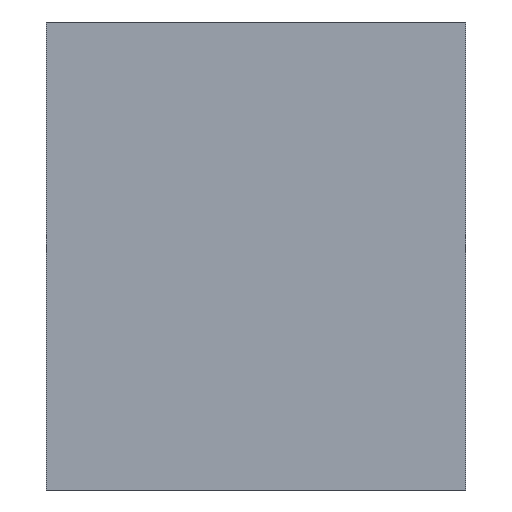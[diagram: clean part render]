
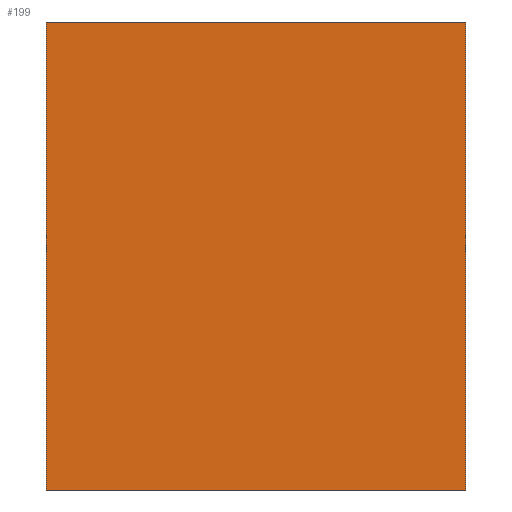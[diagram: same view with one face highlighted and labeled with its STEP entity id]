
A CAD part, left-side view. The second image highlights one B-rep face of the part: STEP entity #199.
In plain terms, the highlighted planar face has unit normal (-1, 0, 0).
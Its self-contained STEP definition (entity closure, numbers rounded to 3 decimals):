
#63=CARTESIAN_POINT('Vertex',(-24.1,332.581,388.65)) ;
#77=CARTESIAN_POINT('Vertex',(-24.1,332.581,32.773)) ;
#80=CARTESIAN_POINT('Line Origine',(-24.1,332.581,210.712)) ;
#108=CARTESIAN_POINT('Vertex',(-24.1,13.823,32.773)) ;
#111=CARTESIAN_POINT('Line Origine',(-24.1,173.202,32.773)) ;
#139=CARTESIAN_POINT('Vertex',(-24.1,13.823,388.65)) ;
#142=CARTESIAN_POINT('Line Origine',(-24.1,13.823,210.712)) ;
#164=CARTESIAN_POINT('Line Origine',(-24.1,173.202,388.65)) ;
#188=CARTESIAN_POINT('Axis2P3D Location',(-24.1,0.,0.)) ;
#81=DIRECTION('Vector Direction',(0.,0.,-1.)) ;
#112=DIRECTION('Vector Direction',(0.,-1.,0.)) ;
#143=DIRECTION('Vector Direction',(0.,0.,1.)) ;
#165=DIRECTION('Vector Direction',(0.,1.,0.)) ;
#189=DIRECTION('Axis2P3D Direction',(-1.,0.,0.)) ;
#190=DIRECTION('Axis2P3D XDirection',(0.,-1.,0.)) ;
#191=AXIS2_PLACEMENT_3D('Plane Axis2P3D',#188,#189,#190) ;
#194=ORIENTED_EDGE('',*,*,#84,.T.) ;
#195=ORIENTED_EDGE('',*,*,#115,.T.) ;
#196=ORIENTED_EDGE('',*,*,#146,.T.) ;
#197=ORIENTED_EDGE('',*,*,#168,.T.) ;
#82=VECTOR('Line Direction',#81,1.) ;
#113=VECTOR('Line Direction',#112,1.) ;
#144=VECTOR('Line Direction',#143,1.) ;
#166=VECTOR('Line Direction',#165,1.) ;
#199=ADVANCED_FACE('',(#198),#192,.T.) ;
#84=EDGE_CURVE('',#64,#78,#83,.T.) ;
#115=EDGE_CURVE('',#78,#109,#114,.T.) ;
#146=EDGE_CURVE('',#109,#140,#145,.T.) ;
#168=EDGE_CURVE('',#140,#64,#167,.T.) ;
#193=EDGE_LOOP('',(#194,#195,#196,#197)) ;
#198=FACE_OUTER_BOUND('',#193,.T.) ;
#83=LINE('Line',#80,#82) ;
#114=LINE('Line',#111,#113) ;
#145=LINE('Line',#142,#144) ;
#167=LINE('Line',#164,#166) ;
#192=PLANE('Plane',#191) ;
#64=VERTEX_POINT('',#63) ;
#78=VERTEX_POINT('',#77) ;
#109=VERTEX_POINT('',#108) ;
#140=VERTEX_POINT('',#139) ;
